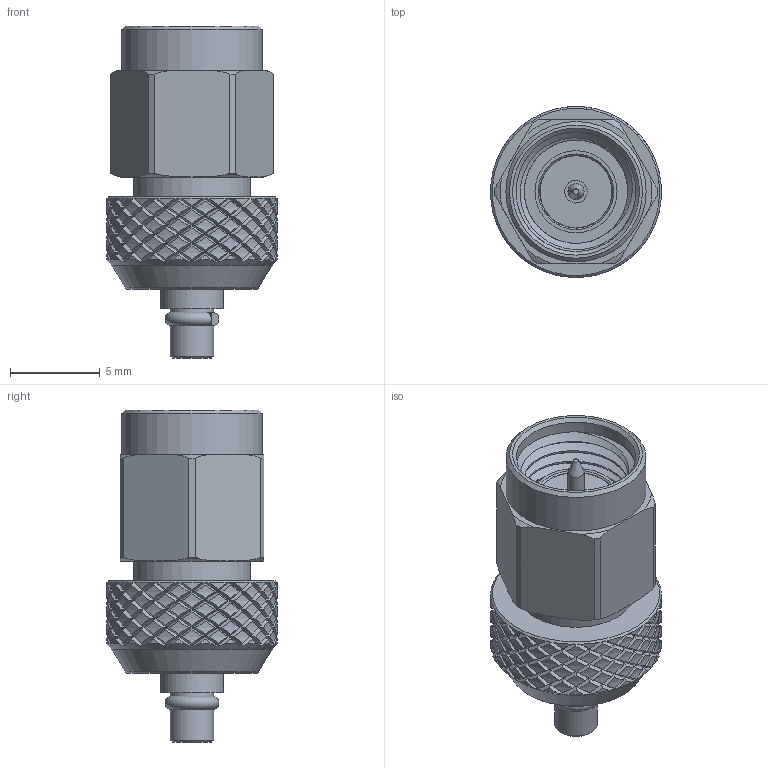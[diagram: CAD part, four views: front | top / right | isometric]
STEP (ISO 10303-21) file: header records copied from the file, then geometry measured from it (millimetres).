
FILE_DESCRIPTION(/* description */ ('Unknown'),/* implementation_level */ '2;1');
FILE_NAME(/* name */ '64403260211000',/* time_stamp */ '2024-03-19T13:55:47+01:00',/* author */ ('Unknown'),/* organization */ ('Unknown'),/* preprocessor_version */ 'ST-DEVELOPER v18.102',/* originating_system */ 'Solid Edge',/* authorisation */ 'Unknown');
FILE_SCHEMA (('AUTOMOTIVE_DESIGN {1 0 10303 214 3 1 1}'));
Length unit declared in the file: millimetre
Products named in the file (10): 64403260211000; 64403260211000_connector body; 64403260211000_insulator2; 64403260211000_insulator; 64403260211000_body; 64403260211000_center pin; 64403260211000_retainer ring; 64403260211000_shell; 64403260211000_gasket; 64403260211000_c ring
Assembly tree (9 placements, depth 2):
  64403260211000
    64403260211000_connector body
    64403260211000_insulator2
    64403260211000_insulator
    64403260211000_body
    64403260211000_center pin
    64403260211000_retainer ring
    64403260211000_shell
    64403260211000_gasket
    64403260211000_c ring
Bounding box: 9.5 x 9.5 x 18.46 mm (x, y, z)
Volume: 697 mm3; surface area: 1660.9 mm2
Topology: 9 solids, 9 shells, 1106 faces, 2434 edges, 1367 vertices
Faces by surface type: bspline 562, cylinder 300, plane 175, cone 57, torus 12
Full cylindrical faces by diameter (mm): 0.4 x1, 0.65 x1, 0.7 x1, 0.9 x1, 1.2 x1, 1.25 x1, 1.27 x2, 1.5 x1, 2 x1, 2.2 x2, 2.4 x2, 3.5 x1, 3.9 x1, 4 x1, 4.05 x3, 4.25 x1, 4.5 x1, 4.56 x1, 4.75 x1, 6 x1, 6.5 x2, 6.66 x6, 6.87 x1, 7 x1, 7.8 x1
Entity records: 35847 total; most frequent: CARTESIAN_POINT 18161, ORIENTED_EDGE 4706, EDGE_CURVE 2353, DIRECTION 2205, VERTEX_POINT 1343, EDGE_LOOP 1188, FACE_BOUND 1188, ADVANCED_FACE 1102
